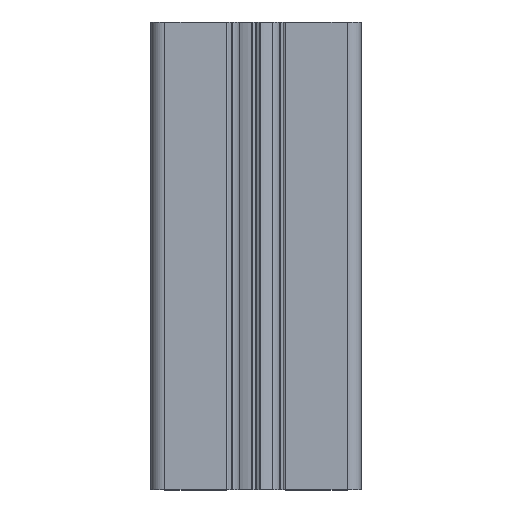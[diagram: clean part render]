
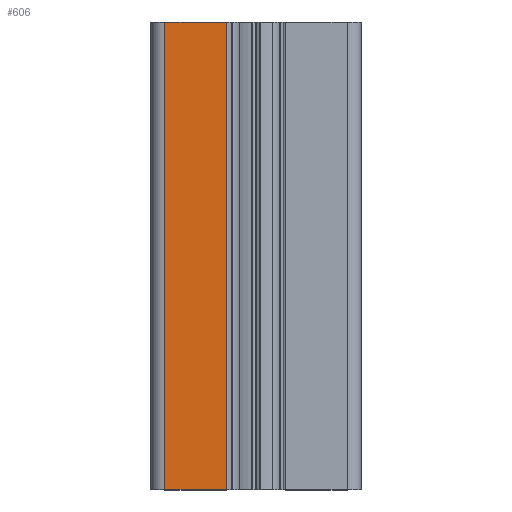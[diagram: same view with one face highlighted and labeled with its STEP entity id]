
A CAD part, top view. The second image highlights one B-rep face of the part: STEP entity #606.
In plain terms, the highlighted planar face has unit normal (0, 0, 1).
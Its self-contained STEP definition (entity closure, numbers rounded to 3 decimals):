
#606 = ADVANCED_FACE( '', ( #1299 ), #1300, .T. );
#1299 = FACE_OUTER_BOUND( '', #2066, .T. );
#1300 = PLANE( '', #2067 );
#2066 = EDGE_LOOP( '', ( #4135, #4136, #4137, #4138 ) );
#2067 = AXIS2_PLACEMENT_3D( '', #4139, #4140, #4141 );
#4135 = ORIENTED_EDGE( '', *, *, #5168, .F. );
#4136 = ORIENTED_EDGE( '', *, *, #5441, .F. );
#4137 = ORIENTED_EDGE( '', *, *, #4904, .T. );
#4138 = ORIENTED_EDGE( '', *, *, #5428, .T. );
#4139 = CARTESIAN_POINT( '', ( -6.3, 100., 22.5 ) );
#4140 = DIRECTION( '', ( 0., 0., 1. ) );
#4141 = DIRECTION( '', ( 1., 0., 0. ) );
#4904 = EDGE_CURVE( '', #5992, #5993, #5994, .T. );
#5168 = EDGE_CURVE( '', #6504, #6505, #6506, .T. );
#5428 = EDGE_CURVE( '', #5993, #6505, #6918, .T. );
#5441 = EDGE_CURVE( '', #5992, #6504, #6931, .T. );
#5992 = VERTEX_POINT( '', #7516 );
#5993 = VERTEX_POINT( '', #7517 );
#5994 = LINE( '', #7518, #7519 );
#6504 = VERTEX_POINT( '', #8141 );
#6505 = VERTEX_POINT( '', #8142 );
#6506 = LINE( '', #8143, #8144 );
#6918 = LINE( '', #8695, #8696 );
#6931 = LINE( '', #8716, #8717 );
#7516 = CARTESIAN_POINT( '', ( -6.3, 100., 22.5 ) );
#7517 = CARTESIAN_POINT( '', ( -19.5, 100., 22.5 ) );
#7518 = CARTESIAN_POINT( '', ( -6.3, 100., 22.5 ) );
#7519 = VECTOR( '', #9453, 1000. );
#8141 = CARTESIAN_POINT( '', ( -6.3, 0., 22.5 ) );
#8142 = CARTESIAN_POINT( '', ( -19.5, 0., 22.5 ) );
#8143 = CARTESIAN_POINT( '', ( -6.3, 0., 22.5 ) );
#8144 = VECTOR( '', #10001, 1000. );
#8695 = CARTESIAN_POINT( '', ( -19.5, 100., 22.5 ) );
#8696 = VECTOR( '', #10387, 1000. );
#8716 = CARTESIAN_POINT( '', ( -6.3, 100., 22.5 ) );
#8717 = VECTOR( '', #10395, 1000. );
#9453 = DIRECTION( '', ( -1., 0., 0. ) );
#10001 = DIRECTION( '', ( -1., 0., 0. ) );
#10387 = DIRECTION( '', ( 0., -1., 0. ) );
#10395 = DIRECTION( '', ( 0., -1., 0. ) );
